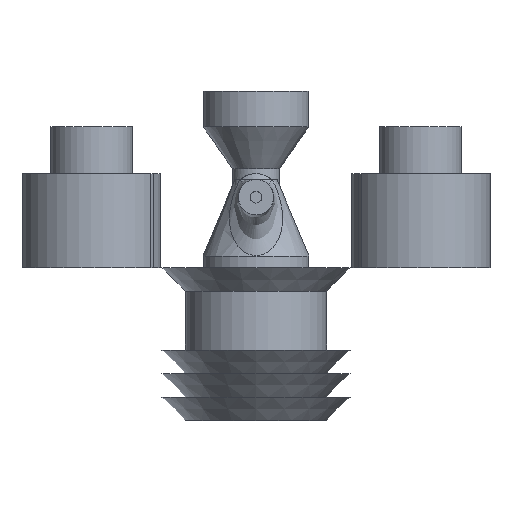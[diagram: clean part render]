
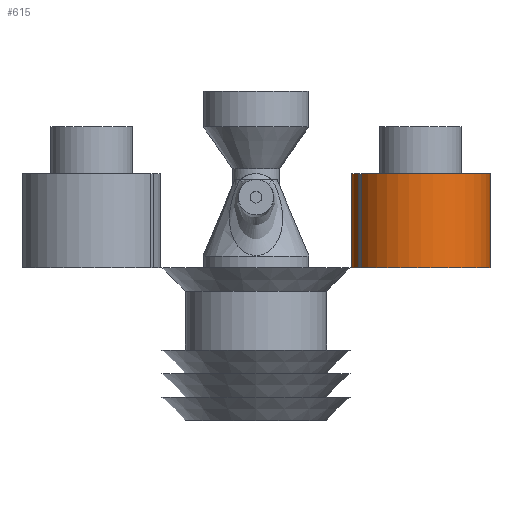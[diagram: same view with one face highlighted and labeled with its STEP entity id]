
A CAD part, front view. The second image highlights one B-rep face of the part: STEP entity #615.
In plain terms, the highlighted cylindrical face has radius 2.95 mm (diameter 5.9 mm), a partial arc.
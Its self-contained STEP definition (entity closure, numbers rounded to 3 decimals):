
#121=FACE_OUTER_BOUND('',#167,.T.);
#167=EDGE_LOOP('',(#515,#516,#517,#518));
#217=CIRCLE('',#727,2.95);
#218=CIRCLE('',#728,2.95);
#253=LINE('',#1512,#280);
#254=LINE('',#1518,#281);
#280=VECTOR('',#886,10.);
#281=VECTOR('',#887,10.);
#318=VERTEX_POINT('',#1505);
#319=VERTEX_POINT('',#1506);
#320=VERTEX_POINT('',#1511);
#321=VERTEX_POINT('',#1513);
#387=EDGE_CURVE('',#319,#320,#253,.T.);
#389=EDGE_CURVE('',#318,#321,#254,.T.);
#390=EDGE_CURVE('',#318,#319,#217,.T.);
#391=EDGE_CURVE('',#320,#321,#218,.T.);
#515=ORIENTED_EDGE('',*,*,#390,.F.);
#516=ORIENTED_EDGE('',*,*,#389,.T.);
#517=ORIENTED_EDGE('',*,*,#391,.F.);
#518=ORIENTED_EDGE('',*,*,#387,.F.);
#584=CYLINDRICAL_SURFACE('',#726,2.95);
#615=ADVANCED_FACE('',(#121),#584,.T.);
#726=AXIS2_PLACEMENT_3D('',#1519,#888,#889);
#727=AXIS2_PLACEMENT_3D('',#1520,#890,#891);
#728=AXIS2_PLACEMENT_3D('',#1521,#892,#893);
#886=DIRECTION('',(0.,0.,1.));
#887=DIRECTION('',(0.,0.,1.));
#888=DIRECTION('center_axis',(0.,0.,1.));
#889=DIRECTION('ref_axis',(0.875,0.485,0.));
#890=DIRECTION('center_axis',(0.,0.,
-1.));
#891=DIRECTION('ref_axis',(1.,0.,0.));
#892=DIRECTION('center_axis',(0.,0.,
1.));
#893=DIRECTION('ref_axis',(1.,0.,0.));
#1505=CARTESIAN_POINT('',(245.475,198.567,60.45));
#1506=CARTESIAN_POINT('',(245.593,198.354,60.45));
#1511=CARTESIAN_POINT('',(245.593,198.354,64.45));
#1512=CARTESIAN_POINT('',(245.593,198.354,60.45));
#1513=CARTESIAN_POINT('',(245.475,198.567,64.45));
#1518=CARTESIAN_POINT('',(245.475,198.567,60.45));
#1519=CARTESIAN_POINT('Origin',(248.112,199.889,60.45));
#1520=CARTESIAN_POINT('Origin',(248.112,199.889,60.45));
#1521=CARTESIAN_POINT('Origin',(248.112,199.889,64.45));
